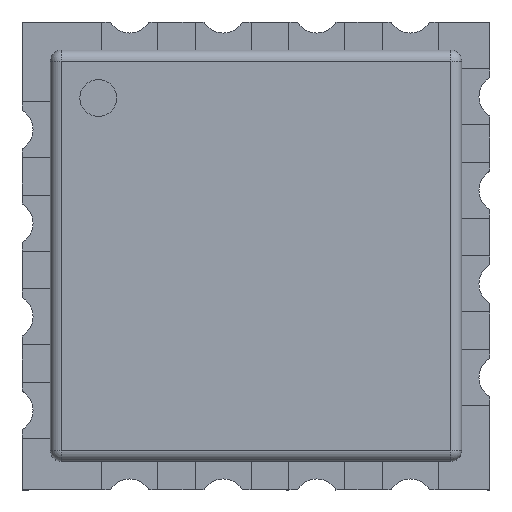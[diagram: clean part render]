
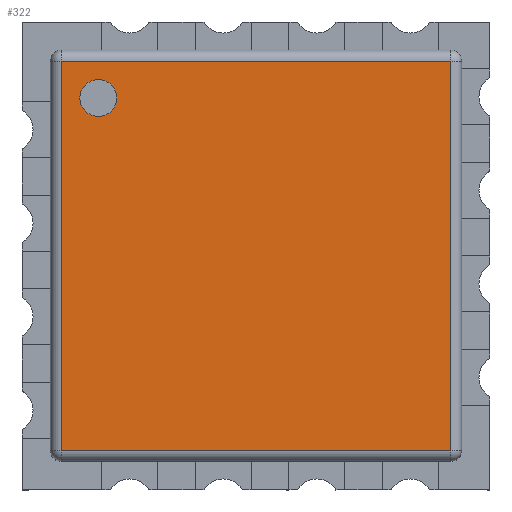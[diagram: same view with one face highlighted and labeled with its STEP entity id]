
A CAD part, top view. The second image highlights one B-rep face of the part: STEP entity #322.
In plain terms, the highlighted planar face has unit normal (0, 0, 1).
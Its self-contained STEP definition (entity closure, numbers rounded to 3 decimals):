
#168=CARTESIAN_POINT('',(-4.28,3.78,4.57));
#169=VERTEX_POINT('',#168);
#178=CARTESIAN_POINT('',(-4.28,4.78,4.57));
#179=VERTEX_POINT('',#178);
#180=CARTESIAN_POINT('',(-4.28,4.28,4.57));
#181=DIRECTION('',(0.0,0.0,-1.0));
#182=DIRECTION('',(0.0,-1.0,0.0));
#183=AXIS2_PLACEMENT_3D('',#180,#181,#182);
#184=CIRCLE('',#183,0.5);
#185=EDGE_CURVE('',#179,#169,#184,.T.);
#219=CARTESIAN_POINT('',(-4.28,4.28,4.57));
#220=DIRECTION('',(0.0,0.0,-1.0));
#221=DIRECTION('',(0.0,-1.0,0.0));
#222=AXIS2_PLACEMENT_3D('',#219,#220,#221);
#223=CIRCLE('',#222,0.5);
#224=EDGE_CURVE('',#169,#179,#223,.T.);
#279=CARTESIAN_POINT('',(0.,0.,4.57));
#280=DIRECTION('',(0.0,0.0,-1.0));
#281=DIRECTION('',(0.0,-1.0,0.0));
#282=AXIS2_PLACEMENT_3D('',#279,#280,#281);
#283=PLANE('',#282);
#284=CARTESIAN_POINT('',(5.28,-5.28,4.57));
#285=VERTEX_POINT('',#284);
#286=CARTESIAN_POINT('',(-5.28,-5.28,4.57));
#287=VERTEX_POINT('',#286);
#288=CARTESIAN_POINT('',(5.28,-5.28,4.57));
#289=DIRECTION('',(-1.0,0.0,0.0));
#290=VECTOR('',#289,10.56);
#291=LINE('',#288,#290);
#292=EDGE_CURVE('',#285,#287,#291,.T.);
#293=ORIENTED_EDGE('',*,*,#292,.F.);
#294=CARTESIAN_POINT('',(5.28,5.28,4.57));
#295=VERTEX_POINT('',#294);
#296=CARTESIAN_POINT('',(5.28,5.28,4.57));
#297=DIRECTION('',(0.0,-1.0,0.0));
#298=VECTOR('',#297,10.56);
#299=LINE('',#296,#298);
#300=EDGE_CURVE('',#295,#285,#299,.T.);
#301=ORIENTED_EDGE('',*,*,#300,.F.);
#302=CARTESIAN_POINT('',(-5.28,5.28,4.57));
#303=VERTEX_POINT('',#302);
#304=CARTESIAN_POINT('',(-5.28,5.28,4.57));
#305=DIRECTION('',(1.0,0.0,0.0));
#306=VECTOR('',#305,10.56);
#307=LINE('',#304,#306);
#308=EDGE_CURVE('',#303,#295,#307,.T.);
#309=ORIENTED_EDGE('',*,*,#308,.F.);
#310=CARTESIAN_POINT('',(-5.28,-5.28,4.57));
#311=DIRECTION('',(0.0,1.0,0.0));
#312=VECTOR('',#311,10.56);
#313=LINE('',#310,#312);
#314=EDGE_CURVE('',#287,#303,#313,.T.);
#315=ORIENTED_EDGE('',*,*,#314,.F.);
#316=EDGE_LOOP('',(#293,#301,#309,#315));
#317=FACE_OUTER_BOUND('',#316,.T.);
#318=ORIENTED_EDGE('',*,*,#224,.T.);
#319=ORIENTED_EDGE('',*,*,#185,.T.);
#320=EDGE_LOOP('',(#318,#319));
#321=FACE_BOUND('',#320,.T.);
#322=ADVANCED_FACE('',(#317,#321),#283,.F.);
